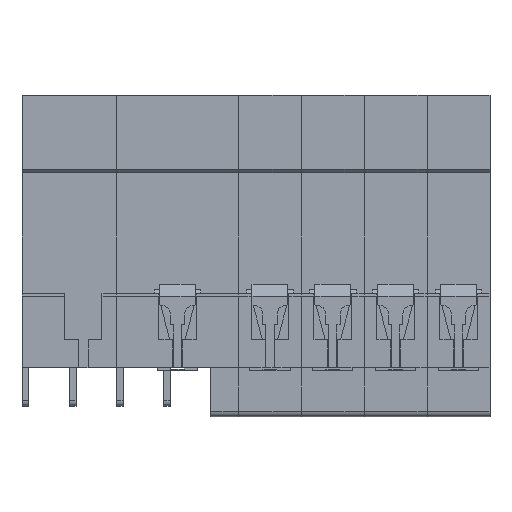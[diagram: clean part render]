
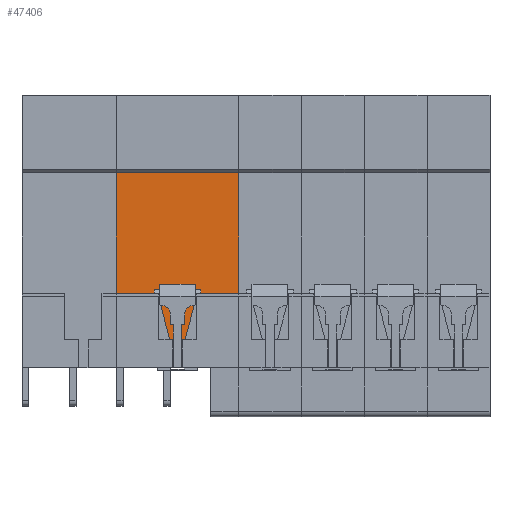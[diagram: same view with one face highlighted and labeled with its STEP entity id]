
A CAD part, top view. The second image highlights one B-rep face of the part: STEP entity #47406.
In plain terms, the highlighted planar face has unit normal (0, 0, 1).
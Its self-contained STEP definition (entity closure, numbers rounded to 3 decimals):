
#1601 = EDGE_CURVE ( 'NONE', #50339, #14331, #55101, .T. ) ;
#1789 = LINE ( 'NONE', #42587, #65223 ) ;
#1971 = VERTEX_POINT ( 'NONE', #12554 ) ;
#4119 = VERTEX_POINT ( 'NONE', #16202 ) ;
#4726 = DIRECTION ( 'NONE',  ( 1., 0., 0. ) ) ;
#4848 = EDGE_CURVE ( 'NONE', #53929, #1971, #30731, .T. ) ;
#4946 = DIRECTION ( 'NONE',  ( 0., 1., 0. ) ) ;
#5809 = DIRECTION ( 'NONE',  ( 0., 1., 0. ) ) ;
#7254 = ORIENTED_EDGE ( 'NONE', *, *, #57639, .T. ) ;
#7668 = CARTESIAN_POINT ( 'NONE',  ( -63., -17.75, 27.804 ) ) ;
#9336 = FACE_OUTER_BOUND ( 'NONE', #51601, .T. ) ;
#10321 = CARTESIAN_POINT ( 'NONE',  ( -87.399, -31., 27.804 ) ) ;
#10898 = DIRECTION ( 'NONE',  ( 1., 0., 0. ) ) ;
#12511 = ORIENTED_EDGE ( 'NONE', *, *, #22796, .T. ) ;
#12554 = CARTESIAN_POINT ( 'NONE',  ( -81.9, -39., 27.804 ) ) ;
#12633 = LINE ( 'NONE', #22941, #68336 ) ;
#13400 = LINE ( 'NONE', #33976, #48984 ) ;
#14331 = VERTEX_POINT ( 'NONE', #72405 ) ;
#16202 = CARTESIAN_POINT ( 'NONE',  ( -87.399, -17.75, 27.804 ) ) ;
#16841 = VERTEX_POINT ( 'NONE', #7668 ) ;
#17704 = VECTOR ( 'NONE', #78158, 1000. ) ;
#17856 = DIRECTION ( 'NONE',  ( 0., 0., 1. ) ) ;
#17876 = CARTESIAN_POINT ( 'NONE',  ( -98., -17.75, 27.804 ) ) ;
#17902 = VERTEX_POINT ( 'NONE', #10321 ) ;
#18275 = VERTEX_POINT ( 'NONE', #38396 ) ;
#18388 = DIRECTION ( 'NONE',  ( 1., 0., 0. ) ) ;
#19741 = VECTOR ( 'NONE', #5809, 1000. ) ;
#21266 = DIRECTION ( 'NONE',  ( 0., -1., 0. ) ) ;
#22659 = LINE ( 'NONE', #24282, #19741 ) ;
#22796 = EDGE_CURVE ( 'NONE', #18275, #44328, #51449, .T. ) ;
#22847 = LINE ( 'NONE', #26903, #43035 ) ;
#22941 = CARTESIAN_POINT ( 'NONE',  ( -98., -17.75, 27.804 ) ) ;
#23958 = ORIENTED_EDGE ( 'NONE', *, *, #51519, .T. ) ;
#24282 = CARTESIAN_POINT ( 'NONE',  ( -63., -34., 27.804 ) ) ;
#25357 = EDGE_CURVE ( 'NONE', #16841, #74978, #22659, .T. ) ;
#26446 = VERTEX_POINT ( 'NONE', #73005 ) ;
#26903 = CARTESIAN_POINT ( 'NONE',  ( -87.399, -17.75, 27.804 ) ) ;
#26994 = CARTESIAN_POINT ( 'NONE',  ( -79.1, -17.75, 27.804 ) ) ;
#27402 = VECTOR ( 'NONE', #54424, 1000. ) ;
#28841 = VECTOR ( 'NONE', #41768, 1000. ) ;
#29511 = VERTEX_POINT ( 'NONE', #61023 ) ;
#30182 = CARTESIAN_POINT ( 'NONE',  ( -81.9, -31., 27.804 ) ) ;
#30731 = LINE ( 'NONE', #46904, #28841 ) ;
#31886 = AXIS2_PLACEMENT_3D ( 'NONE', #37108, #17856, #18388 ) ;
#32095 = CARTESIAN_POINT ( 'NONE',  ( -98., -31., 27.804 ) ) ;
#33669 = VECTOR ( 'NONE', #38832, 1000. ) ;
#33681 = EDGE_CURVE ( 'NONE', #44328, #4119, #12633, .T. ) ;
#33976 = CARTESIAN_POINT ( 'NONE',  ( -98., 17.75, 27.804 ) ) ;
#35148 = CARTESIAN_POINT ( 'NONE',  ( -98., -39., 27.804 ) ) ;
#36580 = PLANE ( 'NONE',  #31886 ) ;
#36601 = EDGE_CURVE ( 'NONE', #18275, #74978, #13400, .T. ) ;
#37108 = CARTESIAN_POINT ( 'NONE',  ( -98., -17.75, 27.804 ) ) ;
#38396 = CARTESIAN_POINT ( 'NONE',  ( -98., 17.75, 27.804 ) ) ;
#38829 = EDGE_CURVE ( 'NONE', #26446, #16841, #73287, .T. ) ;
#38832 = DIRECTION ( 'NONE',  ( 1., 0., 0. ) ) ;
#40243 = ORIENTED_EDGE ( 'NONE', *, *, #33681, .T. ) ;
#40394 = CARTESIAN_POINT ( 'NONE',  ( -98., -17.75, 27.804 ) ) ;
#40891 = EDGE_CURVE ( 'NONE', #17902, #53929, #1789, .T. ) ;
#41288 = VECTOR ( 'NONE', #4946, 1000. ) ;
#41768 = DIRECTION ( 'NONE',  ( 0., -1., 0. ) ) ;
#42514 = VECTOR ( 'NONE', #10898, 1000. ) ;
#42587 = CARTESIAN_POINT ( 'NONE',  ( -98., -31., 27.804 ) ) ;
#43035 = VECTOR ( 'NONE', #21266, 1000. ) ;
#44328 = VERTEX_POINT ( 'NONE', #77774 ) ;
#45018 = ORIENTED_EDGE ( 'NONE', *, *, #40891, .T. ) ;
#45438 = VECTOR ( 'NONE', #63279, 1000. ) ;
#45914 = ORIENTED_EDGE ( 'NONE', *, *, #25357, .T. ) ;
#46904 = CARTESIAN_POINT ( 'NONE',  ( -81.9, -17.75, 27.804 ) ) ;
#47406 = ADVANCED_FACE ( 'NONE', ( #9336 ), #36580, .T. ) ;
#48984 = VECTOR ( 'NONE', #64459, 1000. ) ;
#49016 = ORIENTED_EDGE ( 'NONE', *, *, #38829, .T. ) ;
#49694 = ORIENTED_EDGE ( 'NONE', *, *, #4848, .T. ) ;
#50339 = VERTEX_POINT ( 'NONE', #53171 ) ;
#51449 = LINE ( 'NONE', #17876, #27402 ) ;
#51519 = EDGE_CURVE ( 'NONE', #4119, #17902, #22847, .T. ) ;
#51601 = EDGE_LOOP ( 'NONE', ( #77785, #55983, #61556, #49016, #45914, #77288, #12511, #40243, #23958, #45018, #49694, #7254 ) ) ;
#52211 = CARTESIAN_POINT ( 'NONE',  ( -73.601, -17.75, 27.804 ) ) ;
#53171 = CARTESIAN_POINT ( 'NONE',  ( -79.1, -39., 27.804 ) ) ;
#53929 = VERTEX_POINT ( 'NONE', #30182 ) ;
#54424 = DIRECTION ( 'NONE',  ( 0., -1., 0. ) ) ;
#55101 = LINE ( 'NONE', #26994, #45438 ) ;
#55983 = ORIENTED_EDGE ( 'NONE', *, *, #58457, .T. ) ;
#57639 = EDGE_CURVE ( 'NONE', #1971, #50339, #79186, .T. ) ;
#58457 = EDGE_CURVE ( 'NONE', #14331, #29511, #75014, .T. ) ;
#59814 = DIRECTION ( 'NONE',  ( 1., 0., 0. ) ) ;
#61023 = CARTESIAN_POINT ( 'NONE',  ( -73.601, -31., 27.804 ) ) ;
#61556 = ORIENTED_EDGE ( 'NONE', *, *, #78631, .T. ) ;
#63279 = DIRECTION ( 'NONE',  ( 0., 1., 0. ) ) ;
#64459 = DIRECTION ( 'NONE',  ( 1., 0., 0. ) ) ;
#65223 = VECTOR ( 'NONE', #59814, 1000. ) ;
#65400 = LINE ( 'NONE', #52211, #41288 ) ;
#68336 = VECTOR ( 'NONE', #4726, 1000. ) ;
#71136 = CARTESIAN_POINT ( 'NONE',  ( -63., 17.75, 27.804 ) ) ;
#72405 = CARTESIAN_POINT ( 'NONE',  ( -79.1, -31., 27.804 ) ) ;
#73005 = CARTESIAN_POINT ( 'NONE',  ( -73.601, -17.75, 27.804 ) ) ;
#73287 = LINE ( 'NONE', #40394, #42514 ) ;
#74978 = VERTEX_POINT ( 'NONE', #71136 ) ;
#75014 = LINE ( 'NONE', #32095, #33669 ) ;
#77288 = ORIENTED_EDGE ( 'NONE', *, *, #36601, .F. ) ;
#77774 = CARTESIAN_POINT ( 'NONE',  ( -98., -17.75, 27.804 ) ) ;
#77785 = ORIENTED_EDGE ( 'NONE', *, *, #1601, .T. ) ;
#78158 = DIRECTION ( 'NONE',  ( 1., 0., 0. ) ) ;
#78631 = EDGE_CURVE ( 'NONE', #29511, #26446, #65400, .T. ) ;
#79186 = LINE ( 'NONE', #35148, #17704 ) ;
